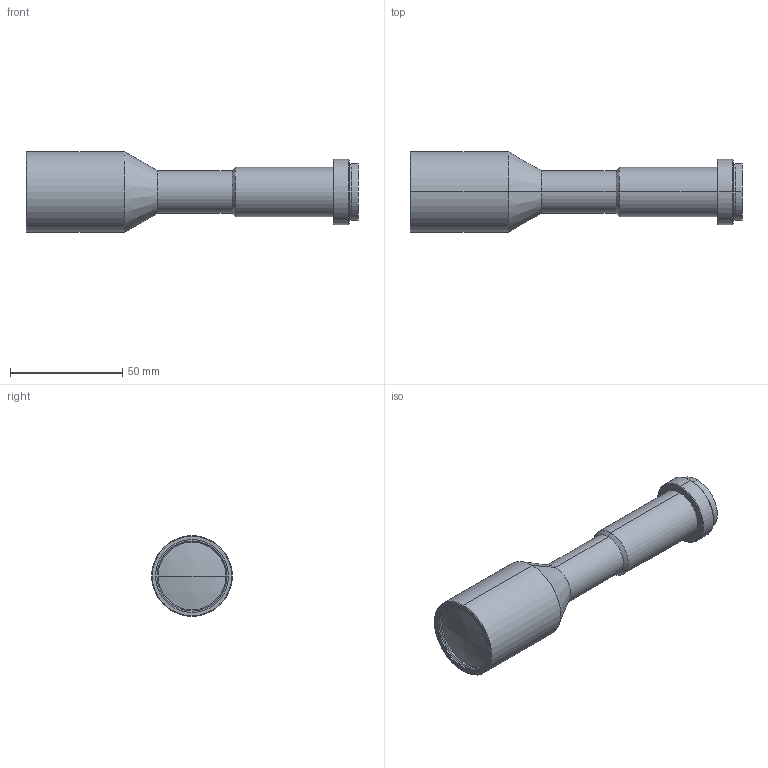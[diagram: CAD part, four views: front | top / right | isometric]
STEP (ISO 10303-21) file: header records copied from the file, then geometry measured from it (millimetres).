
FILE_DESCRIPTION (( 'STEP AP203' ), '1' );
FILE_NAME ('VA-LCM-TC-0-0.4X-WD110-015.STEP', '2021-11-04T09:43:14', ( 'MM' ), ( 'Microsoft' ), 'SwSTEP 2.0', 'SolidWorks 2016', '' );
FILE_SCHEMA (( 'CONFIG_CONTROL_DESIGN' ));
Length unit declared in the file: millimetre
Products named in the file (1): VA-LCM-TC-0-0.4X-WD110-015
Bounding box: 147.89 x 36 x 36 mm (x, y, z)
Volume: 78394.4 mm3; surface area: 16892.5 mm2
Topology: 1 solids, 1 shells, 56 faces, 114 edges, 70 vertices
Faces by surface type: cylinder 28, cone 14, plane 10, sphere 4
Entity records: 1563 total; most frequent: DIRECTION 300, CARTESIAN_POINT 241, ORIENTED_EDGE 228, AXIS2_PLACEMENT_3D 129, EDGE_CURVE 114, CIRCLE 72, VERTEX_POINT 70, EDGE_LOOP 66
